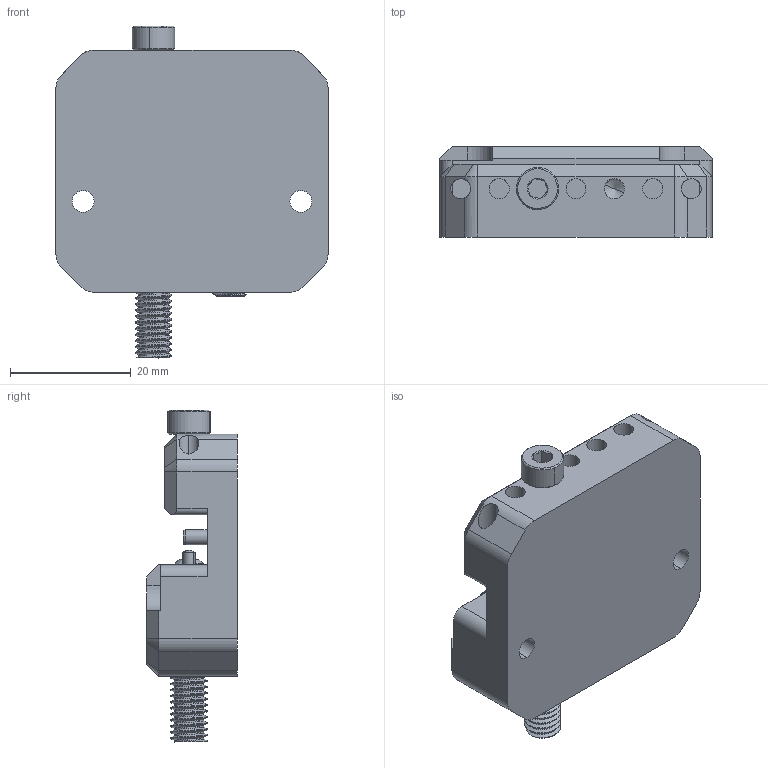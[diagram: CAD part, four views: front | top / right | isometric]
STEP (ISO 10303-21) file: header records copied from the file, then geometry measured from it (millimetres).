
FILE_DESCRIPTION (( 'STEP AP214' ), '1' );
FILE_NAME ('REV-42-1442.STEP', '2018-05-08T17:35:42', ( '' ), ( '' ), 'SwSTEP 2.0', 'SolidWorks 2017', '' );
FILE_SCHEMA (( 'AUTOMOTIVE_DESIGN' ));
Length unit declared in the file: millimetre
Products named in the file (7): REV-41-1442-2; REV-41-1442-4_93600A252; 91390A133_ALLOY STEEL CUP POINT SET SCREW_91390A133; REV-42-1442; 91290A139_BLACK-OXIDE CLASS 12.9 SOCKET HEAD CAP SCREW_91290A139; REV-41-1442-3_91595A030; REV-41-1442-1
Assembly tree (8 placements, depth 2):
  REV-42-1442
    REV-41-1442-1
    91390A133_ALLOY STEEL CUP POINT SET SCREW_91390A133
    REV-41-1442-2
    REV-41-1442-3_91595A030
    91290A139_BLACK-OXIDE CLASS 12.9 SOCKET HEAD CAP SCREW_91290A139
    REV-41-1442-4_93600A252  x3
Bounding box: 45 x 15 x 54.9 mm (x, y, z)
Volume: 19510.9 mm3; surface area: 9396.6 mm2
Topology: 8 solids, 8 shells, 389 faces, 989 edges, 613 vertices
Faces by surface type: cylinder 164, plane 144, cone 69, bspline 8, sphere 4
Entity records: 18850 total; most frequent: CARTESIAN_POINT 10084, ORIENTED_EDGE 1898, DIRECTION 1620, EDGE_CURVE 949, VERTEX_POINT 597, AXIS2_PLACEMENT_3D 553, VECTOR 514, LINE 514
